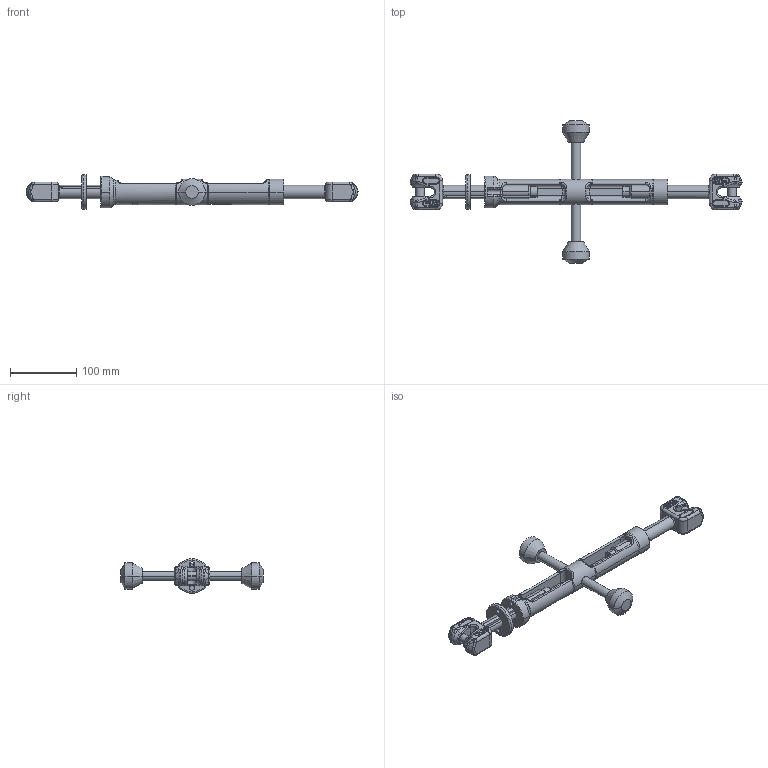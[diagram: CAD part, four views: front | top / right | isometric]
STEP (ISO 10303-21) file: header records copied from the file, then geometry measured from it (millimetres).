
FILE_DESCRIPTION((''),'2;1');
FILE_NAME('001-M34853-P-1_ASM','2013-11-18T',('Andreas.Wendler'),(''),'PRO/ENGINEER BY PARAMETRIC TECHNOLOGY CORPORATION, 2010140','PRO/ENGINEER BY PARAMETRIC TECHNOLOGY CORPORATION, 2010140','');
FILE_SCHEMA(('CONFIG_CONTROL_DESIGN'));
Length unit declared in the file: millimetre
Products named in the file (6): 001-M34848-P-1; 001-M34865-P-2; 001-M34053-P-3; 001-M34053-P-4; 001-M34240-P-3; 001-M34853-P-1_ASM
Assembly tree (5 placements, depth 2):
  001-M34853-P-1_ASM
    001-M34848-P-1
    001-M34865-P-2
    001-M34053-P-3
    001-M34053-P-4
    001-M34240-P-3
Bounding box: 500 x 214 x 52 mm (x, y, z)
Volume: 472286.7 mm3; surface area: 110423.7 mm2
Topology: 5 solids, 5 shells, 1221 faces, 3175 edges, 2009 vertices
Faces by surface type: plane 741, cylinder 234, bspline 98, torus 95, cone 23, sphere 22, extrusion 8
Entity records: 41190 total; most frequent: CARTESIAN_POINT 11484, ORIENTED_EDGE 6350, DIRECTION 5883, EDGE_CURVE 3175, VECTOR 2247, LINE 2239, VERTEX_POINT 2009, AXIS2_PLACEMENT_3D 1818
